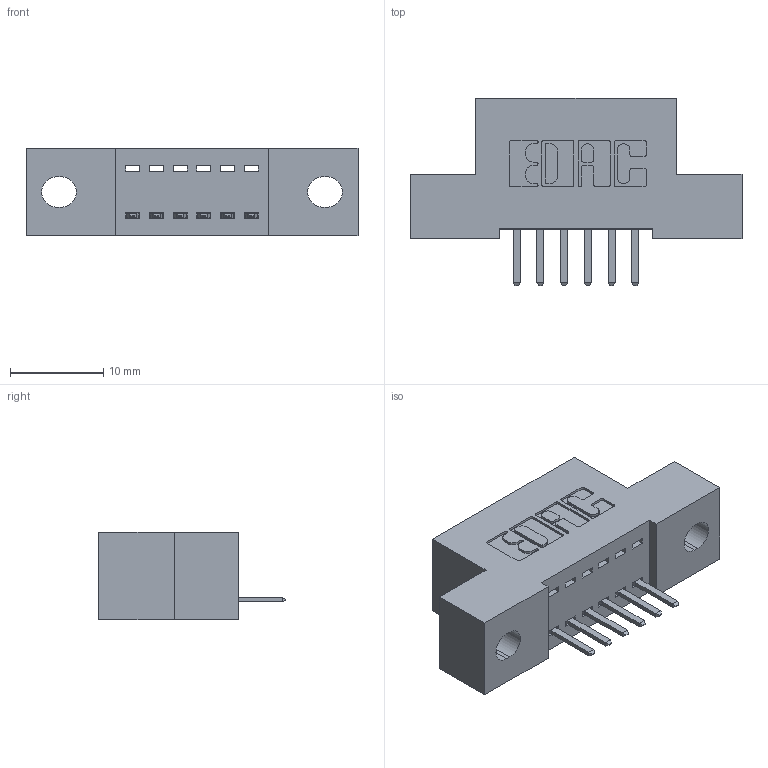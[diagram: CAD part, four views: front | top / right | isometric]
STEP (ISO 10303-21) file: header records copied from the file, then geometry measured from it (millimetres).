
FILE_DESCRIPTION (( 'STEP AP203' ), '1' );
FILE_NAME ('342-006-520-102.STEP', '2019-10-01T12:25:20', ( '' ), ( '' ), 'SwSTEP 2.0', 'SolidWorks 2016', '' );
FILE_SCHEMA (( 'CONFIG_CONTROL_DESIGN' ));
Length unit declared in the file: inch
Products named in the file (3): 342 Part_.128 Slot; 345-292-001_345-293-120; 342-006-520-102
Assembly tree (7 placements, depth 2):
  342-006-520-102
    342 Part_.128 Slot
    345-292-001_345-293-120  x6
Bounding box: 35.56 x 20.02 x 9.4 mm (x, y, z)
Volume: 2915.9 mm3; surface area: 3314.1 mm2
Topology: 7 solids, 7 shells, 486 faces, 1415 edges, 926 vertices
Faces by surface type: plane 334, cylinder 152
Entity records: 8441 total; most frequent: CARTESIAN_POINT 1480, ORIENTED_EDGE 1410, DIRECTION 1309, EDGE_CURVE 705, VECTOR 573, LINE 573, VERTEX_POINT 466, AXIS2_PLACEMENT_3D 368
